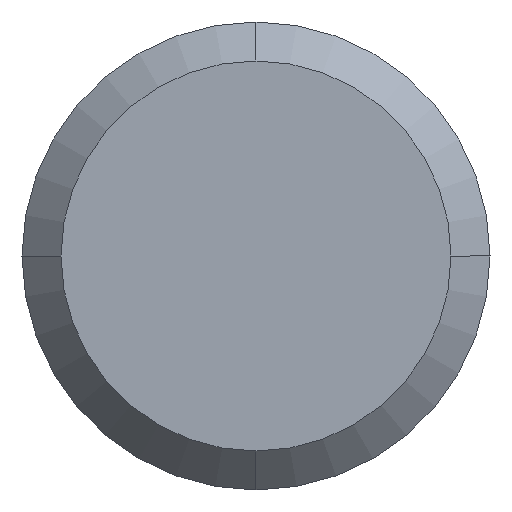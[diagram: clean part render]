
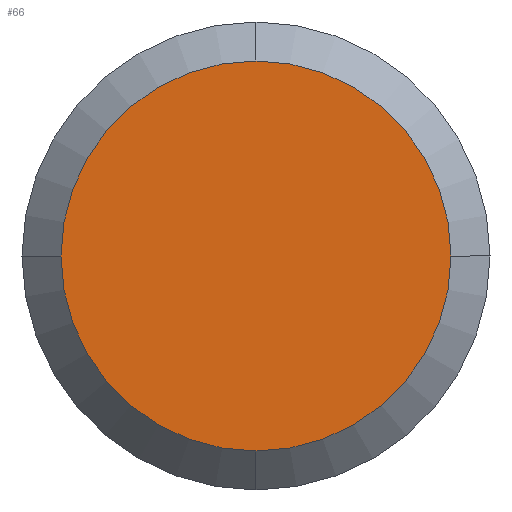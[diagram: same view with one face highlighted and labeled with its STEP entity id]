
A CAD part, left-side view. The second image highlights one B-rep face of the part: STEP entity #66.
In plain terms, the highlighted planar face has unit normal (-1, 0, 0).
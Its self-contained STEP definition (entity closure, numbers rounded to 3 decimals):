
#3=CARTESIAN_POINT('POINT2',(-26.8,0.,5.)
   );
#4=VERTEX_POINT('VERTEX2',#3);
#20=CARTESIAN_POINT('POINT4',(-26.8,5.,0.
   ));
#21=VERTEX_POINT('VERTEX4',#20);
#28=CARTESIAN_POINT('POS4',(-26.8,0.,
   0.));
#29=DIRECTION('DIR5',(1.,0.,0.));
#30=DIRECTION('DIR6',(0.,1.,0.));
#31=AXIS2_PLACEMENT_3D('AXIS2',#28,#29,#30);
#32=CIRCLE('ELLIPSE2',#31,5.);
#33=EDGE_CURVE('EDGE4',#21,#4,#32,.T.);
#43=ORIENTED_EDGE('COEDGE5',*,*,#33,.F.);
#44=CARTESIAN_POINT('POINT5',(-26.8,0.,-5.
   ));
#45=VERTEX_POINT('VERTEX5',#44);
#46=CARTESIAN_POINT('POS6',(-26.8,0.,
   0.));
#47=DIRECTION('DIR9',(1.,0.,0.));
#48=DIRECTION('DIR10',(0.,-1.,0.));
#49=AXIS2_PLACEMENT_3D('AXIS4',#46,#47,#48);
#50=CIRCLE('ELLIPSE3',#49,5.);
#51=EDGE_CURVE('EDGE5',#45,#21,#50,.T.);
#52=ORIENTED_EDGE('COEDGE6',*,*,#51,.F.);
#53=CARTESIAN_POINT('POINT6',(-26.8,-5.,0.
   ));
#54=VERTEX_POINT('VERTEX6',#53);
#55=EDGE_CURVE('EDGE6',#54,#45,#50,.T.);
#56=ORIENTED_EDGE('COEDGE7',*,*,#55,.F.);
#57=EDGE_CURVE('EDGE7',#4,#54,#32,.T.);
#58=ORIENTED_EDGE('COEDGE8',*,*,#57,.F.);
#59=EDGE_LOOP('NONE',(#43,#52,#56,#58));
#60=FACE_BOUND('LOOP1',#59,.T.);
#61=CARTESIAN_POINT('POS7',(-26.8,0.,0.));
#62=DIRECTION('DIR11',(1.,0.,0.));
#63=DIRECTION('DIR12',(0.,1.,0.));
#64=AXIS2_PLACEMENT_3D('AXIS5',#61,#62,#63);
#65=PLANE('PLANE1',#64);
#66=ADVANCED_FACE('FACE2',(#60),#65,.F.);
